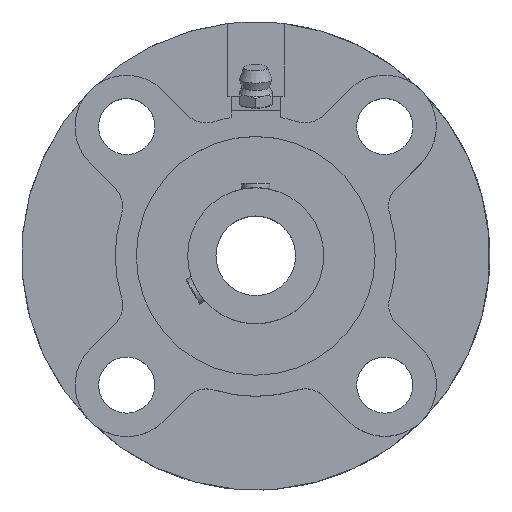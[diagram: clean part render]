
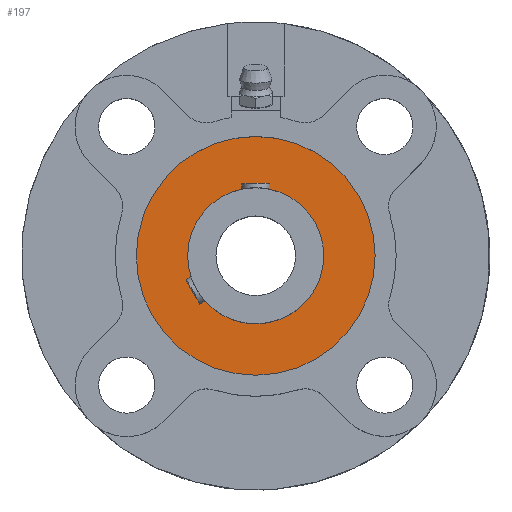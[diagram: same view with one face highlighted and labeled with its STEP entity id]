
A CAD part, top view. The second image highlights one B-rep face of the part: STEP entity #197.
In plain terms, the highlighted planar face has unit normal (0, 0, 1).
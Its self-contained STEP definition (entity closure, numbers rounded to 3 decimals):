
#197 = ADVANCED_FACE( '', ( #468, #469 ), #470, .T. );
#468 = FACE_BOUND( '', #841, .T. );
#469 = FACE_OUTER_BOUND( '', #842, .T. );
#470 = PLANE( '', #843 );
#841 = EDGE_LOOP( '', ( #1302 ) );
#842 = EDGE_LOOP( '', ( #1303 ) );
#843 = AXIS2_PLACEMENT_3D( '', #1304, #1305, #1306 );
#1302 = ORIENTED_EDGE( '', *, *, #2082, .F. );
#1303 = ORIENTED_EDGE( '', *, *, #2083, .T. );
#1304 = CARTESIAN_POINT( '', ( 0., 0., 16.4 ) );
#1305 = DIRECTION( '', ( 0., 0., 1. ) );
#1306 = DIRECTION( '', ( 1., 0., 0. ) );
#2082 = EDGE_CURVE( '', #2476, #2476, #2477, .T. );
#2083 = EDGE_CURVE( '', #2478, #2478, #2479, .T. );
#2476 = VERTEX_POINT( '', #3159 );
#2477 = CIRCLE( '', #3160, 14.53 );
#2478 = VERTEX_POINT( '', #3161 );
#2479 = CIRCLE( '', #3162, 25.5 );
#3159 = CARTESIAN_POINT( '', ( 14.53, 0., 16.4 ) );
#3160 = AXIS2_PLACEMENT_3D( '', #3940, #3941, #3942 );
#3161 = CARTESIAN_POINT( '', ( 25.5, 0., 16.4 ) );
#3162 = AXIS2_PLACEMENT_3D( '', #3943, #3944, #3945 );
#3940 = CARTESIAN_POINT( '', ( 0., 0., 16.4 ) );
#3941 = DIRECTION( '', ( 0., 0., 1. ) );
#3942 = DIRECTION( '', ( 1., 0., 0. ) );
#3943 = CARTESIAN_POINT( '', ( 0., 0., 16.4 ) );
#3944 = DIRECTION( '', ( 0., 0., 1. ) );
#3945 = DIRECTION( '', ( 1., 0., 0. ) );
